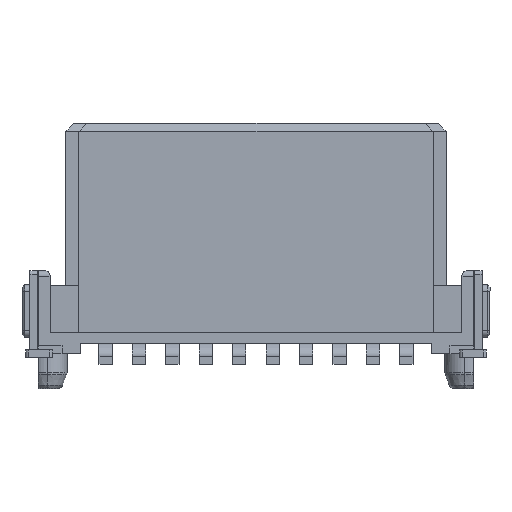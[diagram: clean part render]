
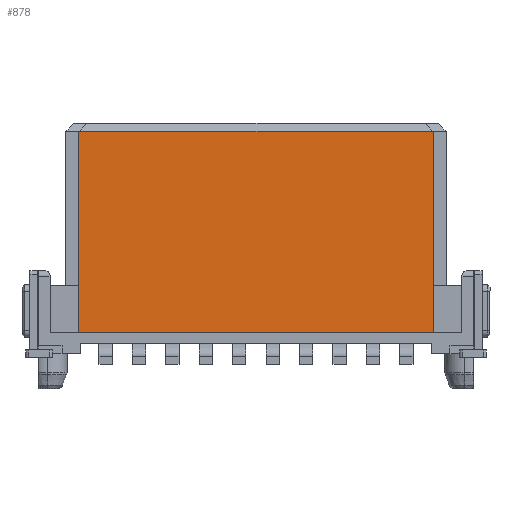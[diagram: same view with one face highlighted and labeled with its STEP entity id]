
A CAD part, front view. The second image highlights one B-rep face of the part: STEP entity #878.
In plain terms, the highlighted planar face has unit normal (0, -1, 0).
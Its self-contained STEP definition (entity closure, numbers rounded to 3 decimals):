
#851=AXIS2_PLACEMENT_3D('Plane Axis2P3D',#848,#849,#850) ;
#49=CARTESIAN_POINT('Vertex',(2.165,2.175,9.777)) ;
#52=CARTESIAN_POINT('Line Origine',(8.89,2.175,9.777)) ;
#56=CARTESIAN_POINT('Vertex',(15.615,2.175,9.777)) ;
#848=CARTESIAN_POINT('Axis2P3D Location',(15.715,2.175,2.027)) ;
#853=CARTESIAN_POINT('Line Origine',(8.89,2.175,2.127)) ;
#857=CARTESIAN_POINT('Vertex',(2.165,2.175,2.127)) ;
#859=CARTESIAN_POINT('Vertex',(15.615,2.175,2.127)) ;
#862=CARTESIAN_POINT('Line Origine',(15.615,2.175,5.952)) ;
#867=CARTESIAN_POINT('Line Origine',(2.165,2.175,5.952)) ;
#53=DIRECTION('Vector Direction',(-1.,0.,0.)) ;
#849=DIRECTION('Axis2P3D Direction',(0.,-1.,0.)) ;
#850=DIRECTION('Axis2P3D XDirection',(0.,0.,1.)) ;
#854=DIRECTION('Vector Direction',(1.,0.,0.)) ;
#863=DIRECTION('Vector Direction',(0.,0.,1.)) ;
#868=DIRECTION('Vector Direction',(0.,0.,-1.)) ;
#54=VECTOR('Line Direction',#53,1.) ;
#855=VECTOR('Line Direction',#854,1.) ;
#864=VECTOR('Line Direction',#863,1.) ;
#869=VECTOR('Line Direction',#868,1.) ;
#873=ORIENTED_EDGE('',*,*,#861,.T.) ;
#874=ORIENTED_EDGE('',*,*,#866,.T.) ;
#875=ORIENTED_EDGE('',*,*,#58,.T.) ;
#876=ORIENTED_EDGE('',*,*,#871,.T.) ;
#878=ADVANCED_FACE('Hauptk\X2\00F6\X0\rper',(#877),#852,.T.) ;
#58=EDGE_CURVE('',#57,#50,#55,.T.) ;
#861=EDGE_CURVE('',#858,#860,#856,.T.) ;
#866=EDGE_CURVE('',#860,#57,#865,.T.) ;
#871=EDGE_CURVE('',#50,#858,#870,.T.) ;
#872=EDGE_LOOP('',(#873,#874,#875,#876)) ;
#877=FACE_OUTER_BOUND('',#872,.T.) ;
#55=LINE('Line',#52,#54) ;
#856=LINE('Line',#853,#855) ;
#865=LINE('Line',#862,#864) ;
#870=LINE('Line',#867,#869) ;
#852=PLANE('',#851) ;
#50=VERTEX_POINT('',#49) ;
#57=VERTEX_POINT('',#56) ;
#858=VERTEX_POINT('',#857) ;
#860=VERTEX_POINT('',#859) ;
